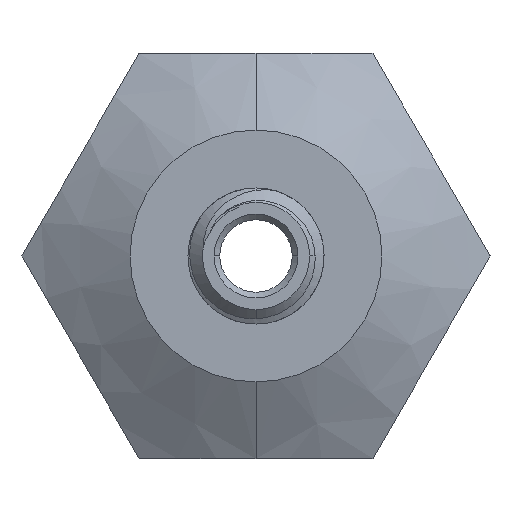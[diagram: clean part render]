
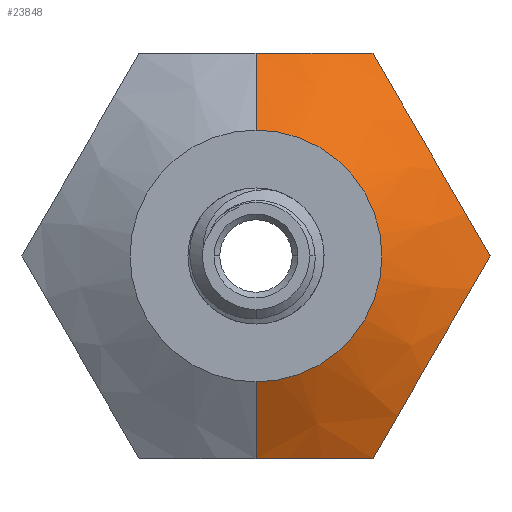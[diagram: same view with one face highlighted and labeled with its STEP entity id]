
A CAD part, front view. The second image highlights one B-rep face of the part: STEP entity #23848.
In plain terms, the highlighted conical face has half-angle 60 degrees and reference radius 8.106 mm.
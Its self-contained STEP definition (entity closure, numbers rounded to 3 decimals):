
#430 = CARTESIAN_POINT ( 'NONE',  ( 0., 2.226, -8.106 ) ) ;
#532 = CARTESIAN_POINT ( 'NONE',  ( 5.722, 1.602, -4.09 ) ) ;
#633 = CARTESIAN_POINT ( 'NONE',  ( 0.343, 1.588, 7. ) ) ;
#725 = ORIENTED_EDGE ( 'NONE', *, *, #31405, .F. ) ;
#758 = CARTESIAN_POINT ( 'NONE',  ( 4.041, 2.213, 7. ) ) ;
#1246 = CARTESIAN_POINT ( 'NONE',  ( 4.041, 2.213, -7. ) ) ;
#1284 = CARTESIAN_POINT ( 'NONE',  ( 4.041, 2.213, 7. ) ) ;
#1367 = CARTESIAN_POINT ( 'NONE',  ( 0., 1.588, -7. ) ) ;
#1454 = EDGE_CURVE ( 'NONE', #8039, #35552, #37570, .T. ) ;
#1458 = EDGE_LOOP ( 'NONE', ( #3452, #8374, #725, #24605, #24131, #4432, #4068 ) ) ;
#3452 = ORIENTED_EDGE ( 'NONE', *, *, #4032, .T. ) ;
#3499 = CARTESIAN_POINT ( 'NONE',  ( 5.211, 1.701, -4.975 ) ) ;
#4032 = EDGE_CURVE ( 'NONE', #23902, #8039, #24919, .T. ) ;
#4068 = ORIENTED_EDGE ( 'NONE', *, *, #16845, .F. ) ;
#4129 = CARTESIAN_POINT ( 'NONE',  ( 0., 1.588, -7. ) ) ;
#4432 = ORIENTED_EDGE ( 'NONE', *, *, #25162, .F. ) ;
#4558 = LINE ( 'NONE', #9766, #27395 ) ;
#6362 = CARTESIAN_POINT ( 'NONE',  ( 0., 0., 4.25 ) ) ;
#6511 = CARTESIAN_POINT ( 'NONE',  ( 4.372, 2.022, -6.428 ) ) ;
#6770 = DIRECTION ( 'NONE',  ( 0., 0.5, 0.866 ) ) ;
#7265 = CARTESIAN_POINT ( 'NONE',  ( 5.375, 1.648, 4.69 ) ) ;
#8039 = VERTEX_POINT ( 'NONE', #37919 ) ;
#8374 = ORIENTED_EDGE ( 'NONE', *, *, #1454, .T. ) ;
#9083 = DIRECTION ( 'NONE',  ( 0., 1., 0. ) ) ;
#9766 = CARTESIAN_POINT ( 'NONE',  ( 0., 2.226, 8.106 ) ) ;
#10255 = CARTESIAN_POINT ( 'NONE',  ( 6.23, 1.587, 3.209 ) ) ;
#11702 = VERTEX_POINT ( 'NONE', #23997 ) ;
#12626 = CARTESIAN_POINT ( 'NONE',  ( 0.688, 1.602, 7. ) ) ;
#13272 = CARTESIAN_POINT ( 'NONE',  ( 6.744, 1.659, 2.319 ) ) ;
#13808 = VERTEX_POINT ( 'NONE', #36181 ) ;
#14107 = B_SPLINE_CURVE_WITH_KNOTS ( 'NONE', 3,
 ( #1246, #19106, #16246, #37045, #19225, #1367 ),
 .UNSPECIFIED., .F., .F.,
 ( 4, 2, 4 ),
 ( 0., 0.002, 0.004 ),
 .UNSPECIFIED. ) ;
#15397 = CARTESIAN_POINT ( 'NONE',  ( 6.749, 1.648, -2.31 ) ) ;
#15619 = CARTESIAN_POINT ( 'NONE',  ( 1.708, 1.702, 7. ) ) ;
#16246 = CARTESIAN_POINT ( 'NONE',  ( 2.714, 1.865, -7. ) ) ;
#16827 = CARTESIAN_POINT ( 'NONE',  ( 7.419, 1.865, 1.149 ) ) ;
#16845 = EDGE_CURVE ( 'NONE', #23902, #37856, #4558, .T. ) ;
#17985 = EDGE_CURVE ( 'NONE', #11702, #34609, #18931, .T. ) ;
#18233 = DIRECTION ( 'NONE',  ( 0., 0., 1. ) ) ;
#18371 = CARTESIAN_POINT ( 'NONE',  ( 5.894, 1.587, -3.791 ) ) ;
#18619 = CARTESIAN_POINT ( 'NONE',  ( 3.382, 2.023, 7. ) ) ;
#18931 = B_SPLINE_CURVE_WITH_KNOTS ( 'NONE', 3,
 ( #21229, #33086, #33197, #15397, #36194, #18371, #532, #21363, #3499, #24333, #6511, #27336 ),
 .UNSPECIFIED., .F., .F.,
 ( 4, 2, 2, 2, 2, 4 ),
 ( 0., 0.002, 0.004, 0.005, 0.006, 0.008 ),
 .UNSPECIFIED. ) ;
#19106 = CARTESIAN_POINT ( 'NONE',  ( 3.38, 2.022, -7. ) ) ;
#19146 = CARTESIAN_POINT ( 'NONE',  ( 4.371, 2.022, 6.429 ) ) ;
#19225 = CARTESIAN_POINT ( 'NONE',  ( 0.689, 1.588, -7. ) ) ;
#19791 = CARTESIAN_POINT ( 'NONE',  ( 8.083, 2.213, 0. ) ) ;
#20763 = CONICAL_SURFACE ( 'NONE', #28830, 8.106, 1.047 ) ;
#21229 = CARTESIAN_POINT ( 'NONE',  ( 8.083, 2.213, 0. ) ) ;
#21363 = CARTESIAN_POINT ( 'NONE',  ( 5.38, 1.659, -4.681 ) ) ;
#21468 = CARTESIAN_POINT ( 'NONE',  ( 0., 1.588, 7. ) ) ;
#21667 = FACE_OUTER_BOUND ( 'NONE', #1458, .T. ) ;
#22930 = B_SPLINE_CURVE_WITH_KNOTS ( 'NONE', 3,
 ( #1284, #19146, #25101, #7265, #28093, #10255, #31107, #13272, #34626, #16827, #37627, #19791 ),
 .UNSPECIFIED., .F., .F.,
 ( 4, 2, 2, 2, 2, 4 ),
 ( 0., 0.002, 0.004, 0.005, 0.006, 0.008 ),
 .UNSPECIFIED. ) ;
#23848 = ADVANCED_FACE ( 'NONE', ( #21667 ), #20763, .T. ) ;
#23902 = VERTEX_POINT ( 'NONE', #6362 ) ;
#23913 = B_SPLINE_CURVE_WITH_KNOTS ( 'NONE', 3,
 ( #21468, #633, #12626, #33444, #15619, #36429, #18619, #758 ),
 .UNSPECIFIED., .F., .F.,
 ( 4, 2, 2, 4 ),
 ( 0.004, 0.005, 0.006, 0.008 ),
 .UNSPECIFIED. ) ;
#23989 = DIRECTION ( 'NONE',  ( 0., 0.5, -0.866 ) ) ;
#23997 = CARTESIAN_POINT ( 'NONE',  ( 8.083, 2.213, 0. ) ) ;
#24131 = ORIENTED_EDGE ( 'NONE', *, *, #34255, .F. ) ;
#24333 = CARTESIAN_POINT ( 'NONE',  ( 4.705, 1.865, -5.851 ) ) ;
#24605 = ORIENTED_EDGE ( 'NONE', *, *, #17985, .F. ) ;
#24919 = CIRCLE ( 'NONE', #33279, 4.25 ) ;
#25101 = CARTESIAN_POINT ( 'NONE',  ( 4.704, 1.865, 5.853 ) ) ;
#25162 = EDGE_CURVE ( 'NONE', #37856, #13808, #23913, .T. ) ;
#26410 = VECTOR ( 'NONE', #23989, 1000. ) ;
#27061 = CARTESIAN_POINT ( 'NONE',  ( 0., 2.226, 0. ) ) ;
#27336 = CARTESIAN_POINT ( 'NONE',  ( 4.041, 2.213, -7. ) ) ;
#27395 = VECTOR ( 'NONE', #6770, 1000. ) ;
#27435 = DIRECTION ( 'NONE',  ( -1., 0., 0. ) ) ;
#28093 = CARTESIAN_POINT ( 'NONE',  ( 5.715, 1.588, 4.102 ) ) ;
#28830 = AXIS2_PLACEMENT_3D ( 'NONE', #27061, #9083, #18233 ) ;
#29402 = DIRECTION ( 'NONE',  ( 0., 1., 0. ) ) ;
#29525 = CARTESIAN_POINT ( 'NONE',  ( 0., 0., 0. ) ) ;
#31107 = CARTESIAN_POINT ( 'NONE',  ( 6.403, 1.602, 2.91 ) ) ;
#31405 = EDGE_CURVE ( 'NONE', #34609, #35552, #14107, .T. ) ;
#33086 = CARTESIAN_POINT ( 'NONE',  ( 7.753, 2.022, -0.571 ) ) ;
#33197 = CARTESIAN_POINT ( 'NONE',  ( 7.421, 1.865, -1.147 ) ) ;
#33279 = AXIS2_PLACEMENT_3D ( 'NONE', #29525, #29402, #27435 ) ;
#33444 = CARTESIAN_POINT ( 'NONE',  ( 1.369, 1.66, 7. ) ) ;
#34255 = EDGE_CURVE ( 'NONE', #13808, #11702, #22930, .T. ) ;
#34609 = VERTEX_POINT ( 'NONE', #38159 ) ;
#34626 = CARTESIAN_POINT ( 'NONE',  ( 6.914, 1.701, 2.025 ) ) ;
#35552 = VERTEX_POINT ( 'NONE', #4129 ) ;
#36181 = CARTESIAN_POINT ( 'NONE',  ( 4.041, 2.213, 7. ) ) ;
#36194 = CARTESIAN_POINT ( 'NONE',  ( 6.41, 1.588, -2.898 ) ) ;
#36429 = CARTESIAN_POINT ( 'NONE',  ( 2.717, 1.865, 7. ) ) ;
#37045 = CARTESIAN_POINT ( 'NONE',  ( 1.369, 1.647, -7. ) ) ;
#37570 = LINE ( 'NONE', #430, #26410 ) ;
#37627 = CARTESIAN_POINT ( 'NONE',  ( 7.753, 2.022, 0.572 ) ) ;
#37856 = VERTEX_POINT ( 'NONE', #38348 ) ;
#37919 = CARTESIAN_POINT ( 'NONE',  ( 0., 0., -4.25 ) ) ;
#38159 = CARTESIAN_POINT ( 'NONE',  ( 4.041, 2.213, -7. ) ) ;
#38348 = CARTESIAN_POINT ( 'NONE',  ( 0., 1.588, 7. ) ) ;
